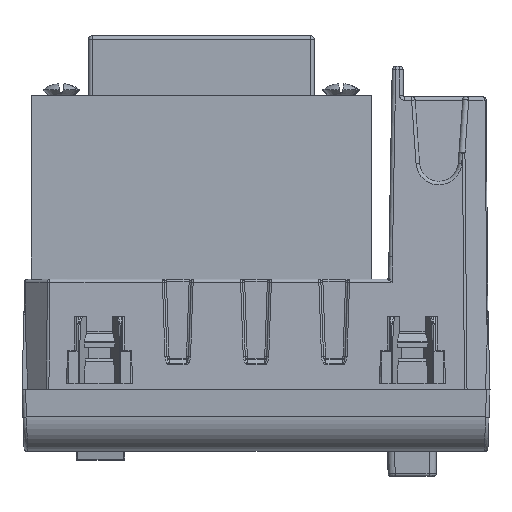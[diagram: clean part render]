
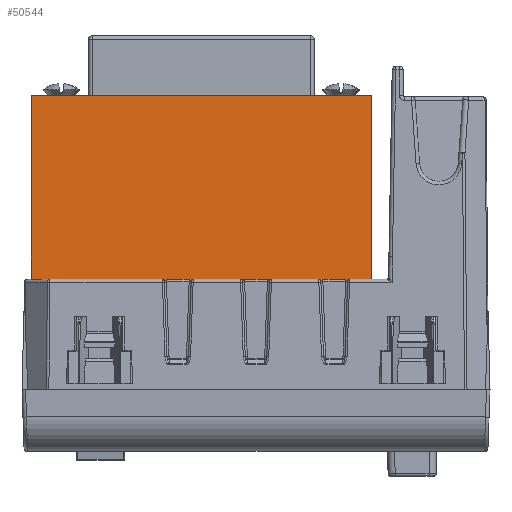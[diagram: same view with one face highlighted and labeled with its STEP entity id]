
A CAD part, top view. The second image highlights one B-rep face of the part: STEP entity #50544.
In plain terms, the highlighted planar face has unit normal (0, 0, 1).
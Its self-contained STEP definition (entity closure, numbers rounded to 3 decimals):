
#50514=AXIS2_PLACEMENT_3D('Plane Axis2P3D',#50511,#50512,#50513) ;
#3071=CARTESIAN_POINT('Vertex',(-30.234,11.332,20.25)) ;
#3358=CARTESIAN_POINT('Vertex',(16.338,11.332,20.25)) ;
#3361=CARTESIAN_POINT('Line Origine',(14.748,11.332,20.25)) ;
#3365=CARTESIAN_POINT('Vertex',(13.157,11.332,20.25)) ;
#3393=CARTESIAN_POINT('Vertex',(-25.538,11.332,20.25)) ;
#3396=CARTESIAN_POINT('Line Origine',(-27.886,11.332,20.25)) ;
#50127=CARTESIAN_POINT('Vertex',(-31.862,37.332,20.25)) ;
#50130=CARTESIAN_POINT('Line Origine',(-19.812,37.332,20.25)) ;
#50134=CARTESIAN_POINT('Vertex',(-7.762,37.332,20.25)) ;
#50137=CARTESIAN_POINT('Line Origine',(4.288,37.332,20.25)) ;
#50141=CARTESIAN_POINT('Vertex',(16.338,37.332,20.25)) ;
#50402=CARTESIAN_POINT('Line Origine',(16.338,24.332,20.25)) ;
#50470=CARTESIAN_POINT('Line Origine',(-31.862,24.332,20.25)) ;
#50474=CARTESIAN_POINT('Vertex',(-31.862,11.332,20.25)) ;
#50511=CARTESIAN_POINT('Axis2P3D Location',(-7.762,11.332,20.25)) ;
#50516=CARTESIAN_POINT('Line Origine',(-31.048,11.332,20.25)) ;
#50521=CARTESIAN_POINT('Line Origine',(-16.65,11.332,20.25)) ;
#50525=CARTESIAN_POINT('Vertex',(-7.762,11.332,20.25)) ;
#50528=CARTESIAN_POINT('Line Origine',(2.698,11.332,20.25)) ;
#3362=DIRECTION('Vector Direction',(-1.,0.,0.)) ;
#3397=DIRECTION('Vector Direction',(1.,0.,0.)) ;
#50131=DIRECTION('Vector Direction',(1.,0.,0.)) ;
#50138=DIRECTION('Vector Direction',(-1.,0.,0.)) ;
#50403=DIRECTION('Vector Direction',(0.,1.,0.)) ;
#50471=DIRECTION('Vector Direction',(0.,1.,0.)) ;
#50512=DIRECTION('Axis2P3D Direction',(0.,-0.,1.)) ;
#50513=DIRECTION('Axis2P3D XDirection',(0.,1.,0.)) ;
#50517=DIRECTION('Vector Direction',(1.,0.,0.)) ;
#50522=DIRECTION('Vector Direction',(1.,0.,0.)) ;
#50529=DIRECTION('Vector Direction',(-1.,0.,0.)) ;
#3363=VECTOR('Line Direction',#3362,1.) ;
#3398=VECTOR('Line Direction',#3397,1.) ;
#50132=VECTOR('Line Direction',#50131,1.) ;
#50139=VECTOR('Line Direction',#50138,1.) ;
#50404=VECTOR('Line Direction',#50403,1.) ;
#50472=VECTOR('Line Direction',#50471,1.) ;
#50518=VECTOR('Line Direction',#50517,1.) ;
#50523=VECTOR('Line Direction',#50522,1.) ;
#50530=VECTOR('Line Direction',#50529,1.) ;
#50534=ORIENTED_EDGE('',*,*,#50136,.F.) ;
#50535=ORIENTED_EDGE('',*,*,#50476,.T.) ;
#50536=ORIENTED_EDGE('',*,*,#50520,.T.) ;
#50537=ORIENTED_EDGE('',*,*,#3400,.T.) ;
#50538=ORIENTED_EDGE('',*,*,#50527,.T.) ;
#50539=ORIENTED_EDGE('',*,*,#50532,.F.) ;
#50540=ORIENTED_EDGE('',*,*,#3367,.F.) ;
#50541=ORIENTED_EDGE('',*,*,#50406,.F.) ;
#50542=ORIENTED_EDGE('',*,*,#50143,.T.) ;
#50544=ADVANCED_FACE('PartBody',(#50543),#50515,.T.) ;
#3367=EDGE_CURVE('',#3359,#3366,#3364,.T.) ;
#3400=EDGE_CURVE('',#3072,#3394,#3399,.T.) ;
#50136=EDGE_CURVE('',#50128,#50135,#50133,.T.) ;
#50143=EDGE_CURVE('',#50142,#50135,#50140,.T.) ;
#50406=EDGE_CURVE('',#50142,#3359,#50405,.F.) ;
#50476=EDGE_CURVE('',#50128,#50475,#50473,.F.) ;
#50520=EDGE_CURVE('',#50475,#3072,#50519,.T.) ;
#50527=EDGE_CURVE('',#3394,#50526,#50524,.T.) ;
#50532=EDGE_CURVE('',#3366,#50526,#50531,.T.) ;
#50533=EDGE_LOOP('',(#50534,#50535,#50536,#50537,#50538,#50539,#50540,#50541,#50542)) ;
#50543=FACE_OUTER_BOUND('',#50533,.T.) ;
#3364=LINE('Line',#3361,#3363) ;
#3399=LINE('Line',#3396,#3398) ;
#50133=LINE('Line',#50130,#50132) ;
#50140=LINE('Line',#50137,#50139) ;
#50405=LINE('Line',#50402,#50404) ;
#50473=LINE('Line',#50470,#50472) ;
#50519=LINE('Line',#50516,#50518) ;
#50524=LINE('Line',#50521,#50523) ;
#50531=LINE('Line',#50528,#50530) ;
#50515=PLANE('',#50514) ;
#3072=VERTEX_POINT('',#3071) ;
#3359=VERTEX_POINT('',#3358) ;
#3366=VERTEX_POINT('',#3365) ;
#3394=VERTEX_POINT('',#3393) ;
#50128=VERTEX_POINT('',#50127) ;
#50135=VERTEX_POINT('',#50134) ;
#50142=VERTEX_POINT('',#50141) ;
#50475=VERTEX_POINT('',#50474) ;
#50526=VERTEX_POINT('',#50525) ;
